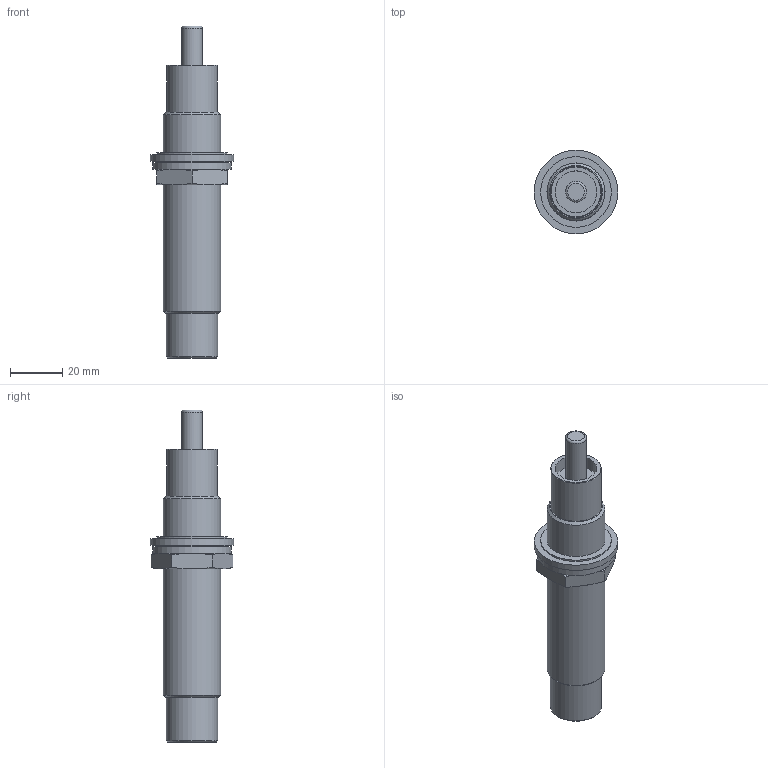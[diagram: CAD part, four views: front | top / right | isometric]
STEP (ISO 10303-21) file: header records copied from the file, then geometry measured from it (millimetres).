
FILE_DESCRIPTION(/* description */ ('STEP AP214'),/* implementation_level */ '2;1');
FILE_NAME(/* name */ '8161529_DYSD-Q11-16-15-Y1F-S-Y14',/* time_stamp */ '2024-08-23T16:14:04+02:00',/* author */ ('License CC BY-ND 4.0'),/* organization */ ('CADENAS'),/* preprocessor_version */ 'ST-DEVELOPER v19.3',/* originating_system */ 'PARTsolutions',/* authorisation */ ' ');
FILE_SCHEMA (('AUTOMOTIVE_DESIGN {1 0 10303 214 3 1 1}'));
Length unit declared in the file: millimetre
Products named in the file (5): 8161529 DYSD-Q11-16-15-Y1F-S-Y14_(15high); 8161529 DYSD-Q11-16-15-Y1F-S-Y14_15highSD; 1166894; 368243; 337143 VAL-1/8-10 M22X1.5-6-27
Assembly tree (4 placements, depth 2):
  8161529 DYSD-Q11-16-15-Y1F-S-Y14_(15high)
    8161529 DYSD-Q11-16-15-Y1F-S-Y14_15highSD
    1166894
    368243
    337143 VAL-1/8-10 M22X1.5-6-27
Bounding box: 31.9 x 31.9 x 126.8 mm (x, y, z)
Volume: 43251.5 mm3; surface area: 13147.7 mm2
Topology: 4 solids, 4 shells, 52 faces, 98 edges, 63 vertices
Faces by surface type: plane 29, cylinder 14, cone 8, torus 1
Full cylindrical faces by diameter (mm): 8 x1, 16 x2, 16.5 x1, 19.4 x1, 19.6 x1, 20.376 x1, 22 x1, 22.2 x1, 22.5 x1, 27 x2, 30 x1, 31.9 x1
Entity records: 1333 total; most frequent: CARTESIAN_POINT 239, DIRECTION 212, ORIENTED_EDGE 146, AXIS2_PLACEMENT_3D 94, EDGE_LOOP 90, FACE_BOUND 90, EDGE_CURVE 73, VERTEX_POINT 61
